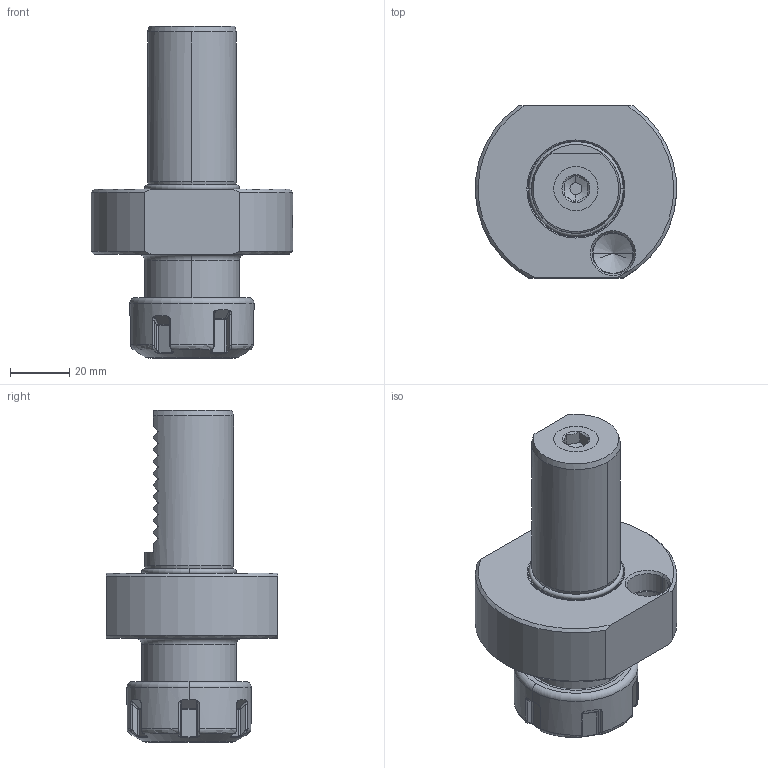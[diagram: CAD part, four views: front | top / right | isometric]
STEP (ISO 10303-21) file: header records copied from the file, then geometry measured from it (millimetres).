
FILE_DESCRIPTION((''),'2;1');
FILE_NAME('309_02_16','2020-09-29T',('101107'),(''),'CREO PARAMETRIC BY PTC INC, 2016260','CREO PARAMETRIC BY PTC INC, 2016260','');
FILE_SCHEMA(('CONFIG_CONTROL_DESIGN'));
Length unit declared in the file: millimetre
Products named in the file (1): 309_02_16
Bounding box: 67.95 x 58 x 112 mm (x, y, z)
Volume: 116924.7 mm3; surface area: 30003.9 mm2
Topology: 1 solids, 4 shells, 372 faces, 891 edges, 532 vertices
Faces by surface type: plane 103, cylinder 82, cone 79, bspline 60, torus 32, sphere 16
Entity records: 13707 total; most frequent: CARTESIAN_POINT 5635, ORIENTED_EDGE 1766, DIRECTION 1510, EDGE_CURVE 883, AXIS2_PLACEMENT_3D 586, VERTEX_POINT 532, EDGE_LOOP 391, FACE_OUTER_BOUND 372
